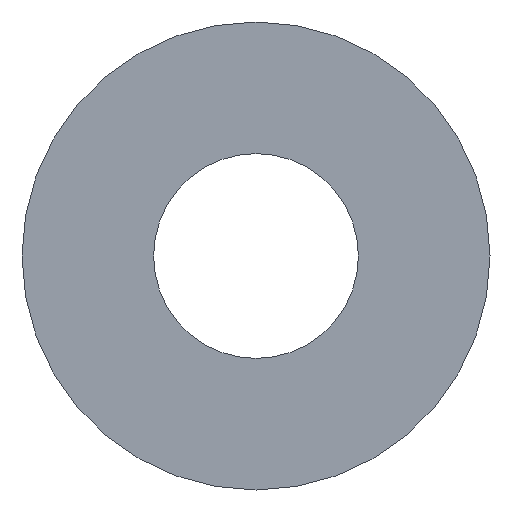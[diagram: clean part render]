
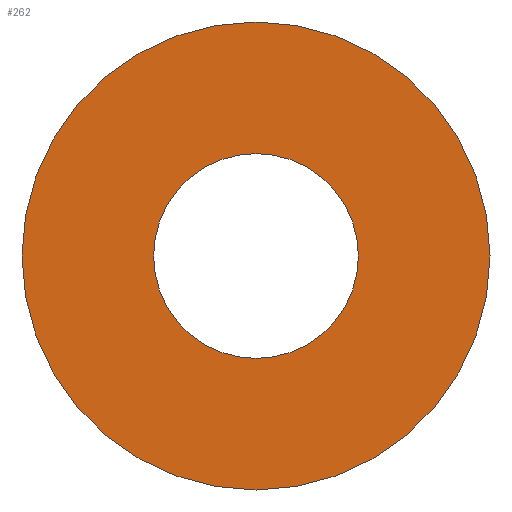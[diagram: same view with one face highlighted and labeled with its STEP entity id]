
A CAD part, front view. The second image highlights one B-rep face of the part: STEP entity #262.
In plain terms, the highlighted planar face has unit normal (0, -1, 0).
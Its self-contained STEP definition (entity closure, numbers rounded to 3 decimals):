
#6 = CARTESIAN_POINT ( 'NONE',  ( 0., 0., 0. ) ) ;
#9 = DIRECTION ( 'NONE',  ( 0., 0., 1. ) ) ;
#10 = DIRECTION ( 'NONE',  ( 0., 1., 0. ) ) ;
#12 = CARTESIAN_POINT ( 'NONE',  ( 0., 0., 0. ) ) ;
#32 = CARTESIAN_POINT ( 'NONE',  ( 0., 0., 0. ) ) ;
#34 = DIRECTION ( 'NONE',  ( 0., 0., 1. ) ) ;
#35 = DIRECTION ( 'NONE',  ( 0., 1., 0. ) ) ;
#60 = DIRECTION ( 'NONE',  ( 0., 1., 0. ) ) ;
#61 = DIRECTION ( 'NONE',  ( 0., 0., 1. ) ) ;
#64 = VERTEX_POINT ( 'NONE', #304 ) ;
#66 = VERTEX_POINT ( 'NONE', #305 ) ;
#67 = VERTEX_POINT ( 'NONE', #306 ) ;
#99 = FACE_BOUND ( 'NONE', #135, .T. ) ;
#118 = VERTEX_POINT ( 'NONE', #311 ) ;
#133 = EDGE_LOOP ( 'NONE', ( #146, #140 ) ) ;
#135 = EDGE_LOOP ( 'NONE', ( #143, #141 ) ) ;
#140 = ORIENTED_EDGE ( 'NONE', *, *, #281, .F. ) ;
#141 = ORIENTED_EDGE ( 'NONE', *, *, #267, .T. ) ;
#143 = ORIENTED_EDGE ( 'NONE', *, *, #279, .T. ) ;
#146 = ORIENTED_EDGE ( 'NONE', *, *, #253, .F. ) ;
#169 = FACE_OUTER_BOUND ( 'NONE', #133, .T. ) ;
#185 = CIRCLE ( 'NONE', #194, 8. ) ;
#186 = AXIS2_PLACEMENT_3D ( 'NONE', #32, #60, #61 ) ;
#192 = AXIS2_PLACEMENT_3D ( 'NONE', #12, #10, #9 ) ;
#193 = AXIS2_PLACEMENT_3D ( 'NONE', #6, #35, #34 ) ;
#194 = AXIS2_PLACEMENT_3D ( 'NONE', #290, #291, #292 ) ;
#207 = CIRCLE ( 'NONE', #192, 3.5 ) ;
#230 = CIRCLE ( 'NONE', #186, 3.5 ) ;
#239 = CIRCLE ( 'NONE', #193, 8. ) ;
#241 = AXIS2_PLACEMENT_3D ( 'NONE', #300, #314, #322 ) ;
#253 = EDGE_CURVE ( 'NONE', #118, #67, #185, .T. ) ;
#262 = ADVANCED_FACE ( 'NONE', ( #99, #169 ), #328, .T. ) ;
#267 = EDGE_CURVE ( 'NONE', #64, #66, #230, .T. ) ;
#279 = EDGE_CURVE ( 'NONE', #66, #64, #207, .T. ) ;
#281 = EDGE_CURVE ( 'NONE', #67, #118, #239, .T. ) ;
#290 = CARTESIAN_POINT ( 'NONE',  ( 0., 0., 0. ) ) ;
#291 = DIRECTION ( 'NONE',  ( 0., 1., 0. ) ) ;
#292 = DIRECTION ( 'NONE',  ( 0., 0., 1. ) ) ;
#300 = CARTESIAN_POINT ( 'NONE',  ( 0., 0., 8. ) ) ;
#304 = CARTESIAN_POINT ( 'NONE',  ( 0., 0., -3.5 ) ) ;
#305 = CARTESIAN_POINT ( 'NONE',  ( 0., 0., 3.5 ) ) ;
#306 = CARTESIAN_POINT ( 'NONE',  ( 0., 0., -8. ) ) ;
#311 = CARTESIAN_POINT ( 'NONE',  ( 0., 0., 8. ) ) ;
#314 = DIRECTION ( 'NONE',  ( 0., -1., 0. ) ) ;
#322 = DIRECTION ( 'NONE',  ( 0., 0., -1. ) ) ;
#328 = PLANE ( 'NONE',  #241 ) ;
